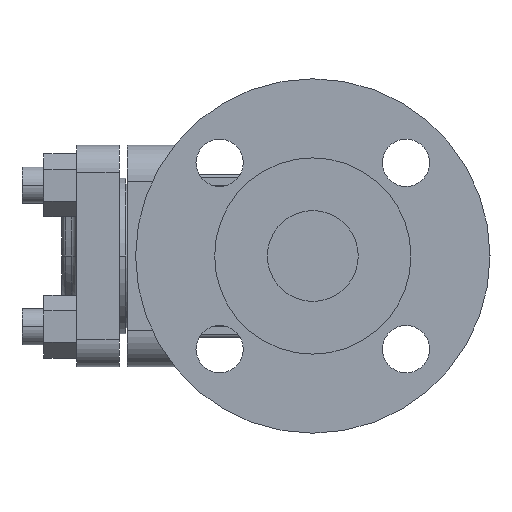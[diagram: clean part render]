
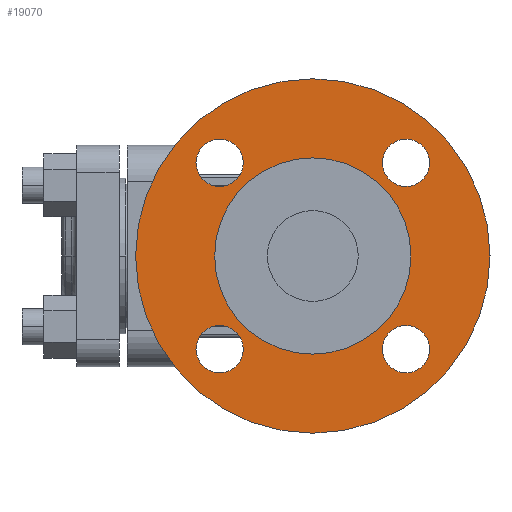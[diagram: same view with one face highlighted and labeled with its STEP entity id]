
A CAD part, left-side view. The second image highlights one B-rep face of the part: STEP entity #19070.
In plain terms, the highlighted planar face has unit normal (-1, 0, 0).
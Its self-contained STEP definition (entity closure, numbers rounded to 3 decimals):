
#540=CARTESIAN_POINT('',(3.,54.,0.));
#550=VERTEX_POINT('',#540);
#580=CARTESIAN_POINT('',(3.,0.,0.));
#590=DIRECTION('',(-1.,0.,-0.));
#600=DIRECTION('',(0.,1.,0.));
#610=AXIS2_PLACEMENT_3D('',#580,#590,#600);
#620=CIRCLE('',#610,54.);
#630=CARTESIAN_POINT('',(3.,-54.,0.));
#640=VERTEX_POINT('',#630);
#650=EDGE_CURVE('',#640,#550,#620,.T.);
#12310=CARTESIAN_POINT('',(3.,0.,-97.5));
#12320=VERTEX_POINT('',#12310);
#12480=CARTESIAN_POINT('',(3.,0.,97.5));
#12490=VERTEX_POINT('',#12480);
#12520=CARTESIAN_POINT('',(3.,0.,0.));
#12530=DIRECTION('',(1.,0.,0.));
#12540=DIRECTION('',(0.,0.,-1.));
#12550=AXIS2_PLACEMENT_3D('',#12520,#12530,#12540);
#12560=CIRCLE('',#12550,97.5);
#12570=EDGE_CURVE('',#12320,#12490,#12560,.T.);
#12730=CARTESIAN_POINT('',(3.,51.265,-38.265));
#12740=VERTEX_POINT('',#12730);
#12770=CARTESIAN_POINT('',(3.,51.265,-51.265));
#12780=DIRECTION('',(1.,0.,0.));
#12790=DIRECTION('',(0.,0.,-1.));
#12800=AXIS2_PLACEMENT_3D('',#12770,#12780,#12790);
#12810=CIRCLE('',#12800,13.);
#12820=CARTESIAN_POINT('',(3.,51.265,-64.265));
#12830=VERTEX_POINT('',#12820);
#12840=EDGE_CURVE('',#12740,#12830,#12810,.T.);
#13150=CARTESIAN_POINT('',(3.,-51.265,-64.265));
#13160=VERTEX_POINT('',#13150);
#13190=CARTESIAN_POINT('',(3.,-51.265,-51.265));
#13200=DIRECTION('',(1.,0.,0.));
#13210=DIRECTION('',(0.,0.,-1.));
#13220=AXIS2_PLACEMENT_3D('',#13190,#13200,#13210);
#13230=CIRCLE('',#13220,13.);
#13240=CARTESIAN_POINT('',(3.,-51.265,-38.265));
#13250=VERTEX_POINT('',#13240);
#13260=EDGE_CURVE('',#13160,#13250,#13230,.T.);
#13570=CARTESIAN_POINT('',(3.,51.265,38.265));
#13580=VERTEX_POINT('',#13570);
#13740=CARTESIAN_POINT('',(3.,51.265,64.265));
#13750=VERTEX_POINT('',#13740);
#13780=CARTESIAN_POINT('',(3.,51.265,51.265));
#13790=DIRECTION('',(1.,0.,0.));
#13800=DIRECTION('',(0.,0.,-1.));
#13810=AXIS2_PLACEMENT_3D('',#13780,#13790,#13800);
#13820=CIRCLE('',#13810,13.);
#13830=EDGE_CURVE('',#13750,#13580,#13820,.T.);
#13990=CARTESIAN_POINT('',(3.,-51.265,64.265));
#14000=VERTEX_POINT('',#13990);
#14160=CARTESIAN_POINT('',(3.,-51.265,38.265));
#14170=VERTEX_POINT('',#14160);
#14200=CARTESIAN_POINT('',(3.,-51.265,51.265));
#14210=DIRECTION('',(1.,0.,0.));
#14220=DIRECTION('',(0.,0.,-1.));
#14230=AXIS2_PLACEMENT_3D('',#14200,#14210,#14220);
#14240=CIRCLE('',#14230,13.);
#14250=EDGE_CURVE('',#14170,#14000,#14240,.T.);
#18720=CARTESIAN_POINT('',(3.,0.,0.));
#18730=DIRECTION('',(1.,0.,0.));
#18740=DIRECTION('',(0.,0.,-1.));
#18750=AXIS2_PLACEMENT_3D('',#18720,#18730,#18740);
#18760=PLANE('',#18750);
#18770=EDGE_CURVE('',#14000,#14170,#14240,.T.);
#18780=ORIENTED_EDGE('',*,*,#18770,.T.);
#18790=ORIENTED_EDGE('',*,*,#14250,.T.);
#18800=EDGE_LOOP('',(#18790,#18780));
#18810=FACE_BOUND('',#18800,.T.);
#18820=EDGE_CURVE('',#13580,#13750,#13820,.T.);
#18830=ORIENTED_EDGE('',*,*,#18820,.T.);
#18840=ORIENTED_EDGE('',*,*,#13830,.T.);
#18850=EDGE_LOOP('',(#18840,#18830));
#18860=FACE_BOUND('',#18850,.T.);
#18870=ORIENTED_EDGE('',*,*,#13260,.T.);
#18880=EDGE_CURVE('',#13250,#13160,#13230,.T.);
#18890=ORIENTED_EDGE('',*,*,#18880,.T.);
#18900=EDGE_LOOP('',(#18890,#18870));
#18910=FACE_BOUND('',#18900,.T.);
#18920=EDGE_CURVE('',#12830,#12740,#12810,.T.);
#18930=ORIENTED_EDGE('',*,*,#18920,.T.);
#18940=ORIENTED_EDGE('',*,*,#12840,.T.);
#18950=EDGE_LOOP('',(#18940,#18930));
#18960=FACE_BOUND('',#18950,.T.);
#18970=EDGE_CURVE('',#12490,#12320,#12560,.T.);
#18980=ORIENTED_EDGE('',*,*,#18970,.F.);
#18990=ORIENTED_EDGE('',*,*,#12570,.F.);
#19000=EDGE_LOOP('',(#18990,#18980));
#19010=FACE_OUTER_BOUND('',#19000,.T.);
#19020=ORIENTED_EDGE('',*,*,#650,.F.);
#19030=EDGE_CURVE('',#550,#640,#620,.T.);
#19040=ORIENTED_EDGE('',*,*,#19030,.F.);
#19050=EDGE_LOOP('',(#19040,#19020));
#19060=FACE_BOUND('',#19050,.T.);
#19070=ADVANCED_FACE('',(#18810,#18860,#18910,#18960,#19010,#19060),
#18760,.F.);
